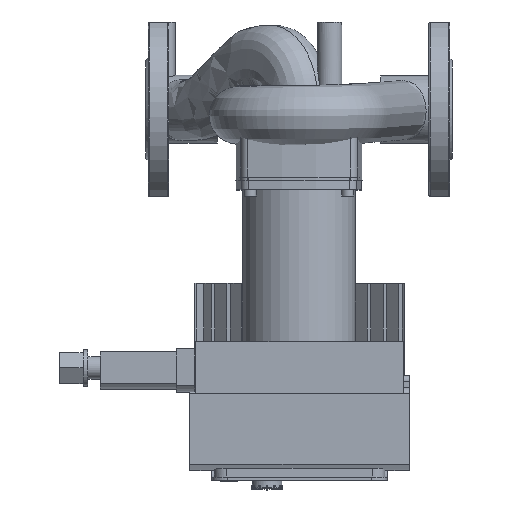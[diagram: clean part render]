
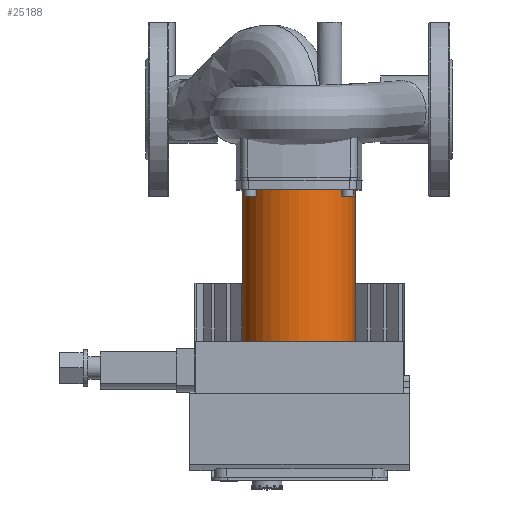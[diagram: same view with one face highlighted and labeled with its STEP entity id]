
A CAD part, top view. The second image highlights one B-rep face of the part: STEP entity #25188.
In plain terms, the highlighted cylindrical face has radius 46 mm (diameter 92 mm), a full revolution.
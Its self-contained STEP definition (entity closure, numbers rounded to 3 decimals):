
#232=FACE_BOUND('',#8780,.T.);
#5662=CYLINDRICAL_SURFACE('',#27661,46.);
#7249=FACE_OUTER_BOUND('',#8779,.T.);
#8779=EDGE_LOOP('',(#22703));
#8780=EDGE_LOOP('',(#22704));
#9829=CIRCLE('',#27662,46.);
#9830=CIRCLE('',#27663,46.);
#12033=VERTEX_POINT('',#73687);
#12034=VERTEX_POINT('',#73689);
#15610=EDGE_CURVE('',#12033,#12033,#9829,.T.);
#15611=EDGE_CURVE('',#12034,#12034,#9830,.T.);
#22703=ORIENTED_EDGE('',*,*,#15610,.T.);
#22704=ORIENTED_EDGE('',*,*,#15611,.F.);
#25188=ADVANCED_FACE('',(#7249,#232),#5662,.T.);
#27661=AXIS2_PLACEMENT_3D('',#73686,#34744,#34745);
#27662=AXIS2_PLACEMENT_3D('',#73688,#34746,#34747);
#27663=AXIS2_PLACEMENT_3D('',#73690,#34748,#34749);
#34744=DIRECTION('center_axis',(0.,-1.,0.));
#34745=DIRECTION('ref_axis',(-1.,0.,0.));
#34746=DIRECTION('center_axis',(0.,1.,0.));
#34747=DIRECTION('ref_axis',(-1.,0.,0.));
#34748=DIRECTION('center_axis',(0.,1.,0.));
#34749=DIRECTION('ref_axis',(-1.,0.,0.));
#73686=CARTESIAN_POINT('Origin',(125.,-65.5,130.));
#73687=CARTESIAN_POINT('',(171.,-190.,130.));
#73688=CARTESIAN_POINT('Origin',(125.,-190.,130.));
#73689=CARTESIAN_POINT('',(125.,-65.5,84.));
#73690=CARTESIAN_POINT('Origin',(125.,-65.5,130.));
